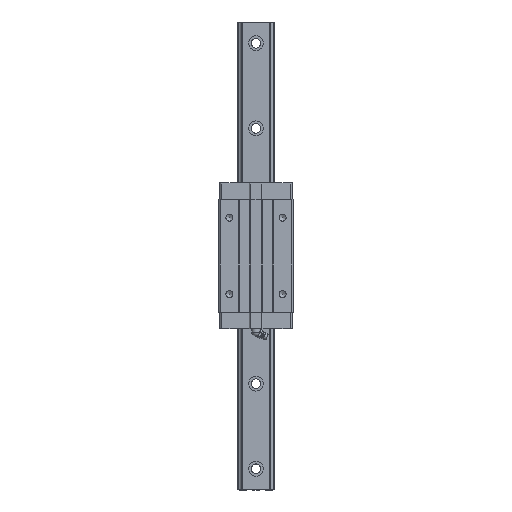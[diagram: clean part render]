
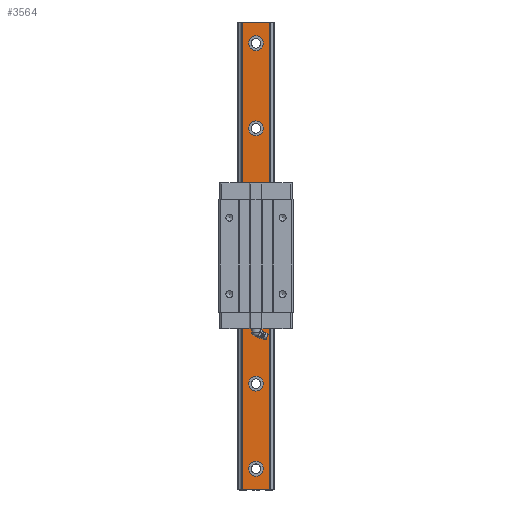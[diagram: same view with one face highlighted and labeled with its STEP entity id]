
A CAD part, top view. The second image highlights one B-rep face of the part: STEP entity #3564.
In plain terms, the highlighted planar face has unit normal (0, 0, 1).
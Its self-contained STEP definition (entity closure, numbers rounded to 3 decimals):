
#143=CIRCLE('',#4503,7.);
#150=CIRCLE('',#4520,7.);
#157=CIRCLE('',#4537,7.);
#164=CIRCLE('',#4554,7.);
#171=CIRCLE('',#4571,7.);
#173=CIRCLE('',#4578,7.);
#438=ORIENTED_EDGE('',*,*,#1352,.T.);
#439=ORIENTED_EDGE('',*,*,#1367,.T.);
#440=ORIENTED_EDGE('',*,*,#1382,.T.);
#441=ORIENTED_EDGE('',*,*,#1397,.T.);
#442=ORIENTED_EDGE('',*,*,#1412,.T.);
#443=ORIENTED_EDGE('',*,*,#1423,.T.);
#444=ORIENTED_EDGE('',*,*,#1424,.F.);
#445=ORIENTED_EDGE('',*,*,#1425,.F.);
#446=ORIENTED_EDGE('',*,*,#1426,.T.);
#447=ORIENTED_EDGE('',*,*,#1427,.T.);
#1352=EDGE_CURVE('',#1866,#1866,#143,.T.);
#1367=EDGE_CURVE('',#1877,#1877,#150,.T.);
#1382=EDGE_CURVE('',#1888,#1888,#157,.T.);
#1397=EDGE_CURVE('',#1899,#1899,#164,.T.);
#1412=EDGE_CURVE('',#1910,#1910,#171,.T.);
#1423=EDGE_CURVE('',#1919,#1919,#173,.T.);
#1424=EDGE_CURVE('',#1920,#1921,#2242,.T.);
#1425=EDGE_CURVE('',#1922,#1920,#2243,.T.);
#1426=EDGE_CURVE('',#1922,#1923,#2244,.T.);
#1427=EDGE_CURVE('',#1923,#1921,#2245,.T.);
#1866=VERTEX_POINT('',#5978);
#1877=VERTEX_POINT('',#6010);
#1888=VERTEX_POINT('',#6042);
#1899=VERTEX_POINT('',#6074);
#1910=VERTEX_POINT('',#6106);
#1919=VERTEX_POINT('',#6130);
#1920=VERTEX_POINT('',#6132);
#1921=VERTEX_POINT('',#6133);
#1922=VERTEX_POINT('',#6135);
#1923=VERTEX_POINT('',#6137);
#2242=LINE('',#6131,#2570);
#2243=LINE('',#6134,#2571);
#2244=LINE('',#6136,#2572);
#2245=LINE('',#6138,#2573);
#2570=VECTOR('',#5079,1000.);
#2571=VECTOR('',#5080,1000.);
#2572=VECTOR('',#5081,1000.);
#2573=VECTOR('',#5082,1000.);
#2918=EDGE_LOOP('',(#438));
#2919=EDGE_LOOP('',(#439));
#2920=EDGE_LOOP('',(#440));
#2921=EDGE_LOOP('',(#441));
#2922=EDGE_LOOP('',(#442));
#2923=EDGE_LOOP('',(#443));
#2924=EDGE_LOOP('',(#444,#445,#446,#447));
#3179=FACE_BOUND('',#2918,.T.);
#3180=FACE_BOUND('',#2919,.T.);
#3181=FACE_BOUND('',#2920,.T.);
#3182=FACE_BOUND('',#2921,.T.);
#3183=FACE_BOUND('',#2922,.T.);
#3184=FACE_BOUND('',#2923,.T.);
#3185=FACE_BOUND('',#2924,.T.);
#3419=PLANE('',#4577);
#3564=ADVANCED_FACE('',(#3179,#3180,#3181,#3182,#3183,#3184,#3185),#3419,
 .T.);
#4503=AXIS2_PLACEMENT_3D('',#5977,#4903,#4904);
#4520=AXIS2_PLACEMENT_3D('',#6009,#4941,#4942);
#4537=AXIS2_PLACEMENT_3D('',#6041,#4979,#4980);
#4554=AXIS2_PLACEMENT_3D('',#6073,#5017,#5018);
#4571=AXIS2_PLACEMENT_3D('',#6105,#5055,#5056);
#4577=AXIS2_PLACEMENT_3D('',#6128,#5075,#5076);
#4578=AXIS2_PLACEMENT_3D('',#6129,#5077,#5078);
#4903=DIRECTION('',(0.,0.,-1.));
#4904=DIRECTION('',(1.,0.,0.));
#4941=DIRECTION('',(0.,0.,-1.));
#4942=DIRECTION('',(1.,0.,0.));
#4979=DIRECTION('',(0.,0.,-1.));
#4980=DIRECTION('',(1.,0.,0.));
#5017=DIRECTION('',(0.,0.,-1.));
#5018=DIRECTION('',(1.,0.,0.));
#5055=DIRECTION('',(0.,0.,-1.));
#5056=DIRECTION('',(1.,0.,0.));
#5075=DIRECTION('',(0.,0.,1.));
#5076=DIRECTION('',(1.,0.,0.));
#5077=DIRECTION('',(0.,0.,-1.));
#5078=DIRECTION('',(1.,0.,0.));
#5079=DIRECTION('',(1.,0.,0.));
#5080=DIRECTION('',(0.,1.,0.));
#5081=DIRECTION('',(1.,0.,0.));
#5082=DIRECTION('',(0.,1.,0.));
#5977=CARTESIAN_POINT('',(0.,-200.,29.));
#5978=CARTESIAN_POINT('',(7.,-200.,29.));
#6009=CARTESIAN_POINT('',(0.,-120.,29.));
#6010=CARTESIAN_POINT('',(7.,-120.,29.));
#6041=CARTESIAN_POINT('',(0.,-40.,29.));
#6042=CARTESIAN_POINT('',(7.,-40.,29.));
#6073=CARTESIAN_POINT('',(0.,40.,29.));
#6074=CARTESIAN_POINT('',(7.,40.,29.));
#6105=CARTESIAN_POINT('',(0.,120.,29.));
#6106=CARTESIAN_POINT('',(7.,120.,29.));
#6128=CARTESIAN_POINT('',(13.1,-220.,29.));
#6129=CARTESIAN_POINT('',(0.,200.,29.));
#6130=CARTESIAN_POINT('',(7.,200.,29.));
#6131=CARTESIAN_POINT('',(13.1,220.,29.));
#6132=CARTESIAN_POINT('',(-13.1,220.,29.));
#6133=CARTESIAN_POINT('',(13.1,220.,29.));
#6134=CARTESIAN_POINT('',(-13.1,-220.,29.));
#6135=CARTESIAN_POINT('',(-13.1,-220.,29.));
#6136=CARTESIAN_POINT('',(13.1,-220.,29.));
#6137=CARTESIAN_POINT('',(13.1,-220.,29.));
#6138=CARTESIAN_POINT('',(13.1,-220.,29.));
